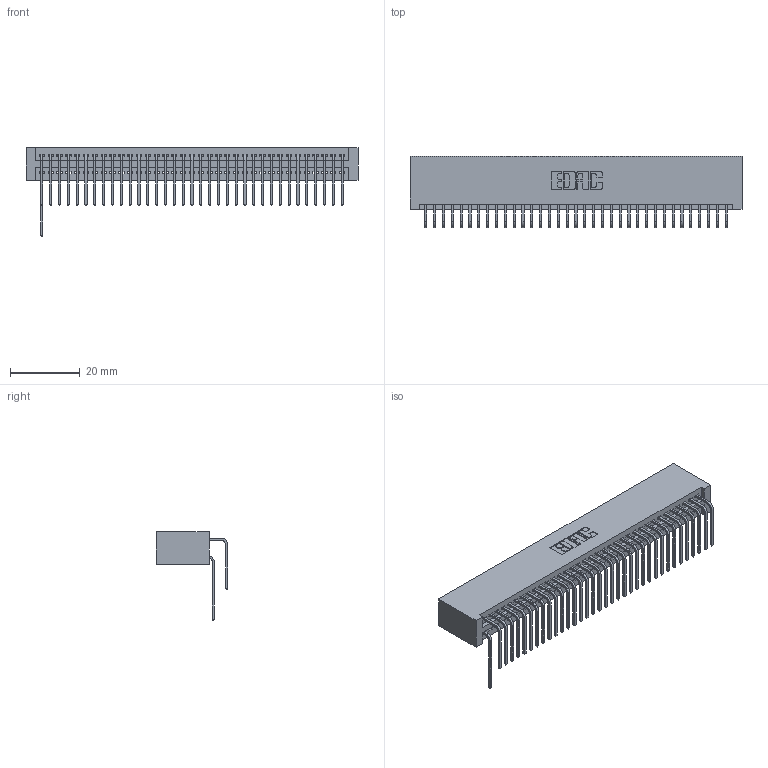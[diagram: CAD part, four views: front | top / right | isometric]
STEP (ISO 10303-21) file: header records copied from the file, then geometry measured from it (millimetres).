
FILE_DESCRIPTION (( 'STEP AP203' ), '1' );
FILE_NAME ('395-070-559-201.STEP', '2018-11-27T02:46:05', ( '' ), ( '' ), 'SwSTEP 2.0', 'SolidWorks 2016', '' );
FILE_SCHEMA (( 'CONFIG_CONTROL_DESIGN' ));
Length unit declared in the file: inch
Products named in the file (4): 395-070-559-201; 345-292-001_558 559 Tail - 1; 345 Part_No Mounting Lugs; 345-292-001_559 Tail - 2
Assembly tree (37 placements, depth 2):
  395-070-559-201
    345 Part_No Mounting Lugs
    345-292-001_558 559 Tail - 1
    345-292-001_559 Tail - 2  x35
Bounding box: 95.5 x 20.56 x 25.53 mm (x, y, z)
Volume: 9729.5 mm3; surface area: 13790.2 mm2
Topology: 37 solids, 37 shells, 2262 faces, 6815 edges, 4494 vertices
Faces by surface type: plane 1574, cylinder 688
Entity records: 28691 total; most frequent: CARTESIAN_POINT 5009, ORIENTED_EDGE 4926, DIRECTION 4355, EDGE_CURVE 2463, VECTOR 2159, LINE 2159, VERTEX_POINT 1638, AXIS2_PLACEMENT_3D 1098
